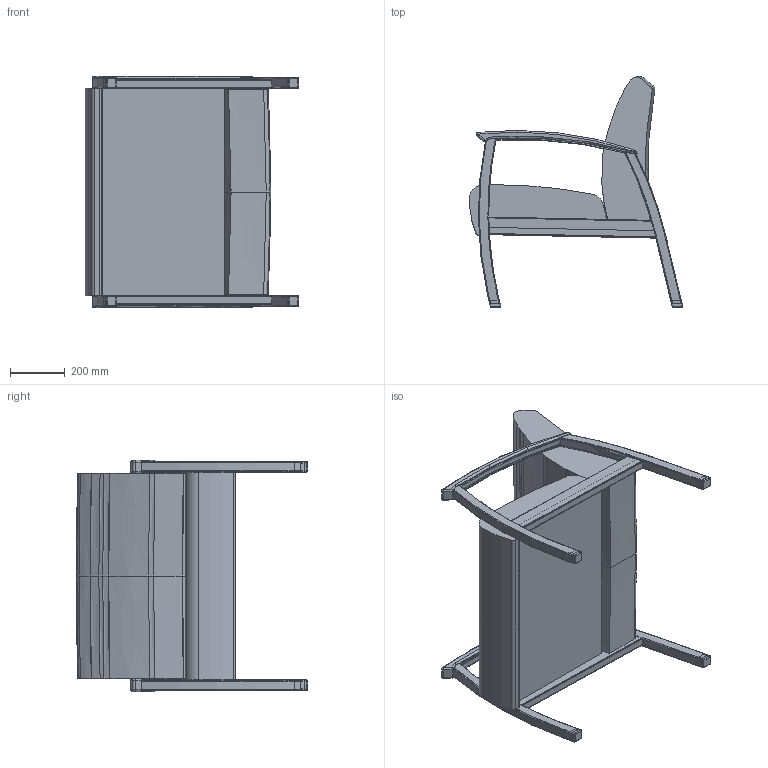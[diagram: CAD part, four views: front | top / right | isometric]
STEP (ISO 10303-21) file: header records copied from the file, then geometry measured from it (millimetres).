
FILE_DESCRIPTION(/* description */ (''),/* implementation_level */ '2;1');
FILE_NAME(/* name */ 'KOL10BW.stp',/* time_stamp */ '2015-04-13T16:05:38-04:00',/* author */ ('jbosley'),/* organization */ (''),/* preprocessor_version */ 'ST-DEVELOPER v15.6',/* originating_system */ 'Autodesk Inventor 2015',/* authorisation */ '');
FILE_SCHEMA (('AUTOMOTIVE_DESIGN { 1 0 10303 214 3 1 1 }'));
Length unit declared in the file: inch
Products named in the file (7): KOL10B NEW BACK; KOL10B NEW SEAT; ECM10 ARM L-D; ECM10 FP-B; EV U AC; ECM10 ARM R-D; KOL10B
Bounding box: 781.99 x 847.33 x 847.73 mm (x, y, z)
Volume: 118532169.1 mm3; surface area: 3666037.2 mm2
Topology: 10 solids, 10 shells, 491 faces, 1233 edges, 760 vertices
Faces by surface type: plane 174, cylinder 139, bspline 116, torus 38, sphere 24
Full cylindrical faces by diameter (mm): 4.064 x6
Entity records: 11635 total; most frequent: CARTESIAN_POINT 4147, ORIENTED_EDGE 1614, DIRECTION 1422, EDGE_CURVE 807, AXIS2_PLACEMENT_3D 534, VERTEX_POINT 510, LINE 354, VECTOR 354
